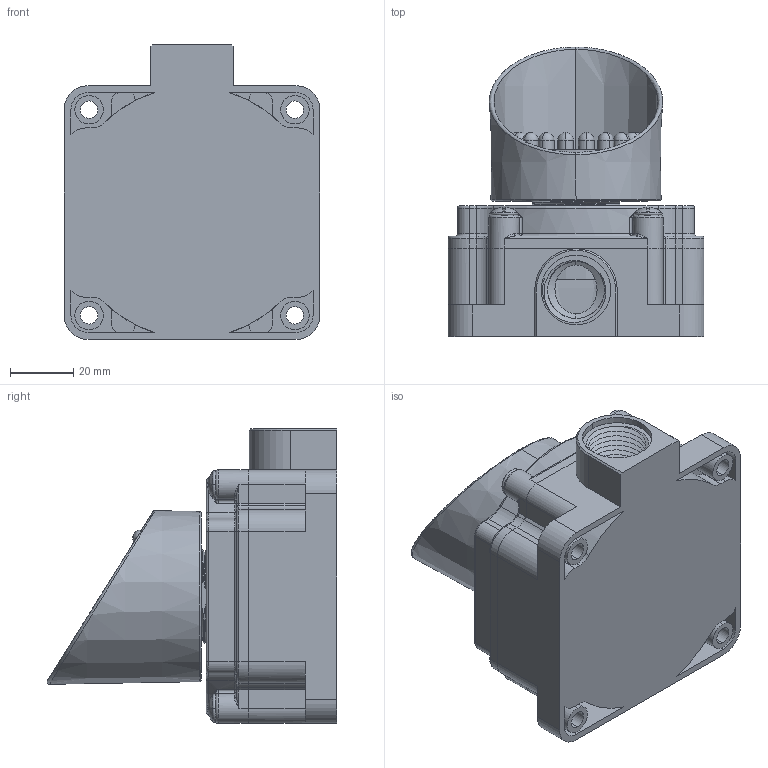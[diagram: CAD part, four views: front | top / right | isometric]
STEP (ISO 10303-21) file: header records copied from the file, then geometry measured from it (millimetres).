
FILE_DESCRIPTION((''),'2;1');
FILE_NAME('148787_SW','2010-06-09T',('banengservice'),('BANNER ENGINEERING'),'PRO/ENGINEER BY PARAMETRIC TECHNOLOGY CORPORATION, 2009141','PRO/ENGINEER BY PARAMETRIC TECHNOLOGY CORPORATION, 2009141','');
FILE_SCHEMA(('CONFIG_CONTROL_DESIGN'));
Products named in the file (1): 148787_SW
Bounding box: 80.85 x 91.55 x 93.14 mm (x, y, z)
Volume: 99041.3 mm3; surface area: 92333.5 mm2
Topology: 3 solids, 3 shells, 1864 faces, 5014 edges, 3161 vertices
Faces by surface type: plane 1050, cylinder 425, torus 140, bspline 129, sphere 66, cone 54
Entity records: 88055 total; most frequent: CARTESIAN_POINT 41389, ORIENTED_EDGE 9956, DIRECTION 9425, EDGE_CURVE 4978, VECTOR 3187, LINE 3187, VERTEX_POINT 3161, AXIS2_PLACEMENT_3D 3119
